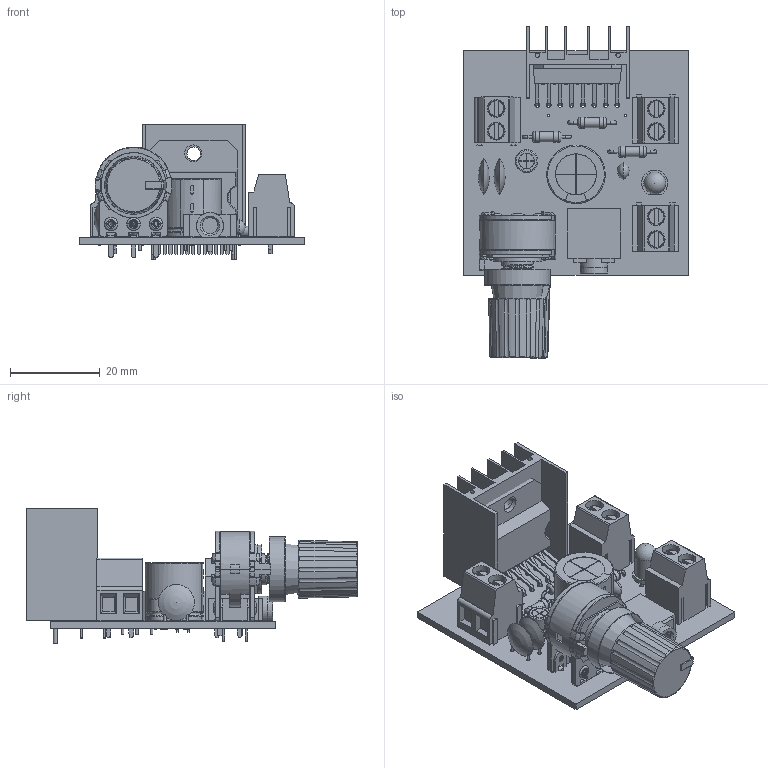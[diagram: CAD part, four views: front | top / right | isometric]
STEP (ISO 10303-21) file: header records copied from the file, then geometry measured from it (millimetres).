
FILE_DESCRIPTION(('KiCad electronic assembly'),'2;1');
FILE_NAME('TDA7297_Audio_Amplifier_PCB.step','2024-06-17T12:00:24',( 'Pcbnew'),('Kicad'),'Open CASCADE STEP processor 7.7', 'KiCad to STEP converter','Unknown');
FILE_SCHEMA(('AUTOMOTIVE_DESIGN { 1 0 10303 214 1 1 1 1 }'));
Length unit declared in the file: millimetre
Products named in the file (26): TDA7297_Audio_Amplifier_PCB 1; R_Axial_DIN0207_L6.3mm_D2.5mm_P10.16mm_Horizontal; R_Axial_DIN0207_L63mm_D25mm_P1016mm_Horizontal; CUI_DEVICES_TB007-508-02BE; Heatsink 25x23x16; TDA7297; TDA7377A; Pot cap; chroma cap v8; Dual_Pot; Pot_two_PCB; LED_D5.0mm; C_Disc_D8.0mm_W2.5mm_P5.00mm; C_Disc_D80mm_W25mm_P500mm; CP_Radial_D13.0mm_P5.00mm; CP_Radial_D130mm_P500mm; C_Disc_D3.8mm_W2.6mm_P2.50mm; C_Disc_D38mm_W26mm_P250mm; Jack_3.5mm_CUI_SJ1-3523N_Horizontal; CP_Radial_D5.0mm_P2.50mm; CP_Radial_D50mm_P250mm; TDA7297_PCB_PCB
Assembly tree (30 placements, depth 3):
  TDA7297_Audio_Amplifier_PCB 1
    R_Axial_DIN0207_L6.3mm_D2.5mm_P10.16mm_Horizontal  x3
      R_Axial_DIN0207_L63mm_D25mm_P1016mm_Horizontal
    CUI_DEVICES_TB007-508-02BE  x3
      CUI_DEVICES_TB007-508-02BE
    Heatsink 25x23x16
      Heatsink 25x23x16
    TDA7297
      TDA7377A
    Pot cap
      chroma cap v8
    Dual_Pot
      Pot_two_PCB
    LED_D5.0mm
      LED_D5.0mm
    C_Disc_D8.0mm_W2.5mm_P5.00mm  x2
      C_Disc_D80mm_W25mm_P500mm
    CP_Radial_D13.0mm_P5.00mm
      CP_Radial_D130mm_P500mm
    C_Disc_D3.8mm_W2.6mm_P2.50mm
      C_Disc_D38mm_W26mm_P250mm
    Jack_3.5mm_CUI_SJ1-3523N_Horizontal
      Jack_3.5mm_CUI_SJ1-3523N_Horizontal
    CP_Radial_D5.0mm_P2.50mm
      CP_Radial_D50mm_P250mm
    TDA7297_PCB_PCB
Bounding box: 50 x 73.83 x 30 mm (x, y, z)
Volume: 17476.4 mm3; surface area: 23629.9 mm2
Topology: 60 solids, 62 shells, 2070 faces, 5183 edges, 3224 vertices
Faces by surface type: plane 1037, cylinder 662, torus 166, sphere 76, bspline 75, cone 32, revolution 22
Full cylindrical faces by diameter (mm): 0.5 x10, 0.6 x12, 0.8 x14, 0.9 x9, 1 x3, 1.08 x15, 1.2 x13, 1.3 x6, 2.25 x3, 2.5 x6, 3.448 x1, 3.5 x2, 4.9 x1, 6 x3, 9.533 x2, 14.533 x1
Entity records: 62007 total; most frequent: CARTESIAN_POINT 15124, DIRECTION 9433, ORIENTED_EDGE 9162, EDGE_CURVE 4581, AXIS2_PLACEMENT_3D 3430, VERTEX_POINT 2873, LINE 2551, VECTOR 2551
